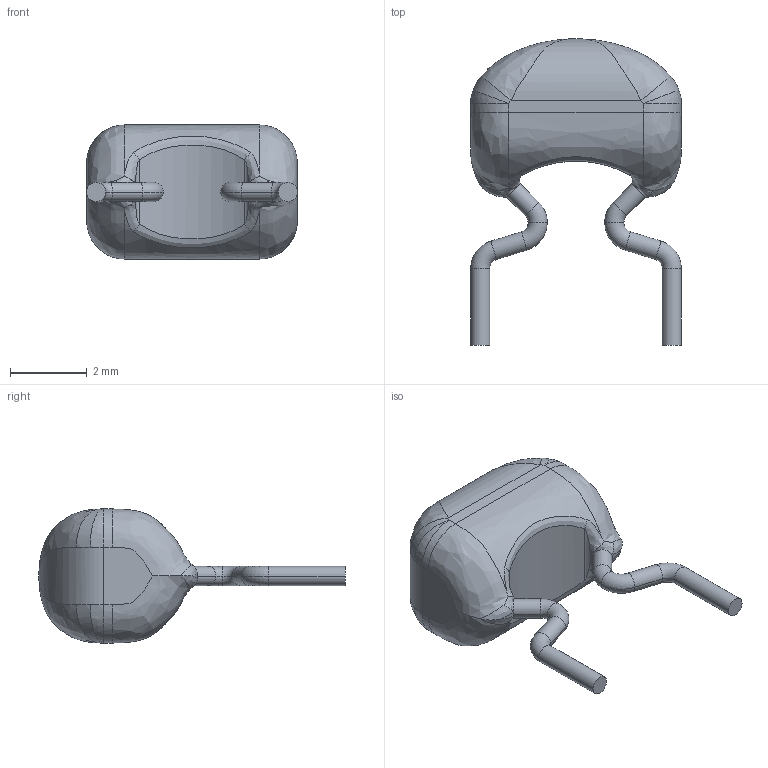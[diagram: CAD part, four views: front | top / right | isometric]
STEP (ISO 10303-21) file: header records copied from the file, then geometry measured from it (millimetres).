
FILE_DESCRIPTION(('FreeCAD Model'),'2;1');
FILE_NAME('Open CASCADE Shape Model','2024-01-07T01:12:41',(''),(''), 'Open CASCADE STEP processor 7.6','FreeCAD','Unknown');
FILE_SCHEMA(('AUTOMOTIVE_DESIGN { 1 0 10303 214 1 1 1 1 }'));
Length unit declared in the file: millimetre
Products named in the file (7): blank; Fx26; Body; Exploded Slice; Slice.0; Exploded Slice001; Slice001.0
Assembly tree (6 placements, depth 3):
  blank
    Fx26
      Body
    Exploded Slice
      Slice.0
    Exploded Slice001
      Slice001.0
Bounding box: 5.5 x 8 x 3.5 mm (x, y, z)
Volume: 53.4 mm3; surface area: 93.9 mm2
Topology: 3 solids, 3 shells, 92 faces, 207 edges, 113 vertices
Faces by surface type: bspline 36, cylinder 26, torus 20, plane 10
Entity records: 12070 total; most frequent: CARTESIAN_POINT 8458, DIRECTION 487, ORIENTED_EDGE 398, PCURVE 398, DEFINITIONAL_REPRESENTATION 398, B_SPLINE_CURVE_WITH_KNOTS 302, LINE 215, VECTOR 215
